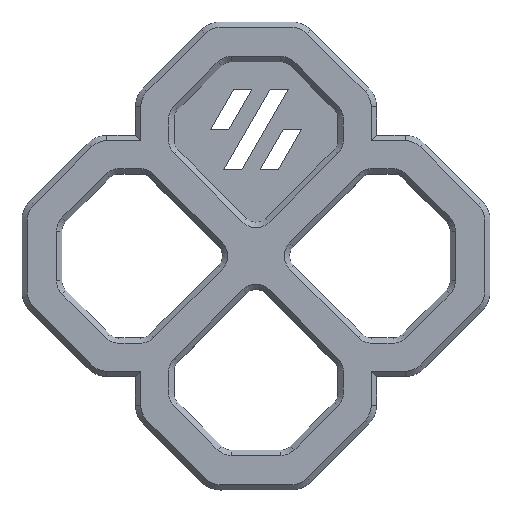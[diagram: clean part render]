
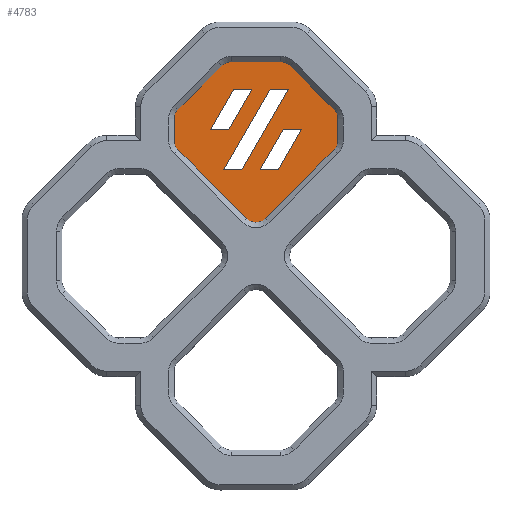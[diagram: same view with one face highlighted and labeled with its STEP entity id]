
A CAD part, top view. The second image highlights one B-rep face of the part: STEP entity #4783.
In plain terms, the highlighted planar face has unit normal (0, 0, 1).
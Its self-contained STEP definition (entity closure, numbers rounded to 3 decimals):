
#21=FACE_BOUND('',#892,.T.);
#22=FACE_BOUND('',#893,.T.);
#23=FACE_BOUND('',#894,.T.);
#222=CIRCLE('',#5186,1.);
#223=CIRCLE('',#5189,1.);
#224=CIRCLE('',#5192,1.);
#237=CIRCLE('',#5252,1.);
#238=CIRCLE('',#5253,1.);
#239=CIRCLE('',#5254,1.);
#240=CIRCLE('',#5255,1.);
#596=FACE_OUTER_BOUND('',#891,.T.);
#891=EDGE_LOOP('',(#4175,#4176,#4177,#4178,#4179,#4180,#4181,#4182,#4183,
#4184,#4185,#4186,#4187,#4188));
#892=EDGE_LOOP('',(#4189,#4190,#4191,#4192));
#893=EDGE_LOOP('',(#4193,#4194,#4195,#4196));
#894=EDGE_LOOP('',(#4197,#4198,#4199,#4200));
#1313=LINE('',#7799,#1820);
#1317=LINE('',#7808,#1824);
#1320=LINE('',#7816,#1827);
#1323=LINE('',#7824,#1830);
#1372=LINE('',#7947,#1879);
#1375=LINE('',#7952,#1882);
#1385=LINE('',#7973,#1892);
#1388=LINE('',#7978,#1895);
#1398=LINE('',#7999,#1905);
#1401=LINE('',#8004,#1908);
#1402=LINE('',#8009,#1909);
#1403=LINE('',#8013,#1910);
#1404=LINE('',#8017,#1911);
#1405=LINE('',#8020,#1912);
#1406=LINE('',#8021,#1913);
#1407=LINE('',#8023,#1914);
#1408=LINE('',#8024,#1915);
#1409=LINE('',#8026,#1916);
#1410=LINE('',#8027,#1917);
#1820=VECTOR('',#6418,10.);
#1824=VECTOR('',#6428,10.);
#1827=VECTOR('',#6437,10.);
#1830=VECTOR('',#6446,10.);
#1879=VECTOR('',#6583,10.);
#1882=VECTOR('',#6588,10.);
#1892=VECTOR('',#6608,10.);
#1895=VECTOR('',#6613,10.);
#1905=VECTOR('',#6633,10.);
#1908=VECTOR('',#6638,10.);
#1909=VECTOR('',#6643,10.);
#1910=VECTOR('',#6646,10.);
#1911=VECTOR('',#6649,10.);
#1912=VECTOR('',#6652,10.);
#1913=VECTOR('',#6653,10.);
#1914=VECTOR('',#6654,10.);
#1915=VECTOR('',#6655,10.);
#1916=VECTOR('',#6656,10.);
#1917=VECTOR('',#6657,10.);
#2255=VERTEX_POINT('',#7796);
#2256=VERTEX_POINT('',#7798);
#2257=VERTEX_POINT('',#7802);
#2258=VERTEX_POINT('',#7806);
#2259=VERTEX_POINT('',#7810);
#2260=VERTEX_POINT('',#7814);
#2261=VERTEX_POINT('',#7818);
#2262=VERTEX_POINT('',#7822);
#2291=VERTEX_POINT('',#7944);
#2292=VERTEX_POINT('',#7946);
#2293=VERTEX_POINT('',#7950);
#2298=VERTEX_POINT('',#7970);
#2299=VERTEX_POINT('',#7972);
#2300=VERTEX_POINT('',#7976);
#2305=VERTEX_POINT('',#7996);
#2306=VERTEX_POINT('',#7998);
#2307=VERTEX_POINT('',#8002);
#2308=VERTEX_POINT('',#8006);
#2309=VERTEX_POINT('',#8008);
#2310=VERTEX_POINT('',#8010);
#2311=VERTEX_POINT('',#8012);
#2312=VERTEX_POINT('',#8014);
#2313=VERTEX_POINT('',#8016);
#2314=VERTEX_POINT('',#8019);
#2315=VERTEX_POINT('',#8022);
#2316=VERTEX_POINT('',#8025);
#2867=EDGE_CURVE('',#2255,#2256,#1313,.T.);
#2870=EDGE_CURVE('',#2257,#2255,#222,.T.);
#2872=EDGE_CURVE('',#2258,#2257,#1317,.T.);
#2874=EDGE_CURVE('',#2259,#2258,#223,.T.);
#2876=EDGE_CURVE('',#2260,#2259,#1320,.T.);
#2878=EDGE_CURVE('',#2261,#2260,#224,.T.);
#2880=EDGE_CURVE('',#2262,#2261,#1323,.T.);
#2941=EDGE_CURVE('',#2292,#2291,#1372,.T.);
#2944=EDGE_CURVE('',#2291,#2293,#1375,.T.);
#2954=EDGE_CURVE('',#2299,#2298,#1385,.T.);
#2957=EDGE_CURVE('',#2298,#2300,#1388,.T.);
#2967=EDGE_CURVE('',#2306,#2305,#1398,.T.);
#2970=EDGE_CURVE('',#2305,#2307,#1401,.T.);
#2971=EDGE_CURVE('',#2308,#2262,#237,.T.);
#2972=EDGE_CURVE('',#2309,#2308,#1402,.T.);
#2973=EDGE_CURVE('',#2310,#2309,#238,.T.);
#2974=EDGE_CURVE('',#2311,#2310,#1403,.T.);
#2975=EDGE_CURVE('',#2312,#2311,#239,.T.);
#2976=EDGE_CURVE('',#2313,#2312,#1404,.T.);
#2977=EDGE_CURVE('',#2256,#2313,#240,.T.);
#2978=EDGE_CURVE('',#2307,#2314,#1405,.T.);
#2979=EDGE_CURVE('',#2314,#2306,#1406,.T.);
#2980=EDGE_CURVE('',#2300,#2315,#1407,.T.);
#2981=EDGE_CURVE('',#2315,#2299,#1408,.T.);
#2982=EDGE_CURVE('',#2293,#2316,#1409,.T.);
#2983=EDGE_CURVE('',#2316,#2292,#1410,.T.);
#4175=ORIENTED_EDGE('',*,*,#2874,.F.);
#4176=ORIENTED_EDGE('',*,*,#2876,.F.);
#4177=ORIENTED_EDGE('',*,*,#2878,.F.);
#4178=ORIENTED_EDGE('',*,*,#2880,.F.);
#4179=ORIENTED_EDGE('',*,*,#2971,.F.);
#4180=ORIENTED_EDGE('',*,*,#2972,.F.);
#4181=ORIENTED_EDGE('',*,*,#2973,.F.);
#4182=ORIENTED_EDGE('',*,*,#2974,.F.);
#4183=ORIENTED_EDGE('',*,*,#2975,.F.);
#4184=ORIENTED_EDGE('',*,*,#2976,.F.);
#4185=ORIENTED_EDGE('',*,*,#2977,.F.);
#4186=ORIENTED_EDGE('',*,*,#2867,.F.);
#4187=ORIENTED_EDGE('',*,*,#2870,.F.);
#4188=ORIENTED_EDGE('',*,*,#2872,.F.);
#4189=ORIENTED_EDGE('',*,*,#2970,.T.);
#4190=ORIENTED_EDGE('',*,*,#2978,.T.);
#4191=ORIENTED_EDGE('',*,*,#2979,.T.);
#4192=ORIENTED_EDGE('',*,*,#2967,.T.);
#4193=ORIENTED_EDGE('',*,*,#2957,.T.);
#4194=ORIENTED_EDGE('',*,*,#2980,.T.);
#4195=ORIENTED_EDGE('',*,*,#2981,.T.);
#4196=ORIENTED_EDGE('',*,*,#2954,.T.);
#4197=ORIENTED_EDGE('',*,*,#2944,.T.);
#4198=ORIENTED_EDGE('',*,*,#2982,.T.);
#4199=ORIENTED_EDGE('',*,*,#2983,.T.);
#4200=ORIENTED_EDGE('',*,*,#2941,.T.);
#4498=PLANE('',#5251);
#4783=ADVANCED_FACE('',(#596,#21,#22,#23),#4498,.T.);
#5186=AXIS2_PLACEMENT_3D('',#7804,#6423,#6424);
#5189=AXIS2_PLACEMENT_3D('',#7812,#6432,#6433);
#5192=AXIS2_PLACEMENT_3D('',#7820,#6441,#6442);
#5251=AXIS2_PLACEMENT_3D('',#8005,#6639,#6640);
#5252=AXIS2_PLACEMENT_3D('',#8007,#6641,#6642);
#5253=AXIS2_PLACEMENT_3D('',#8011,#6644,#6645);
#5254=AXIS2_PLACEMENT_3D('',#8015,#6647,#6648);
#5255=AXIS2_PLACEMENT_3D('',#8018,#6650,#6651);
#6418=DIRECTION('',(0.707,0.707,0.));
#6423=DIRECTION('center_axis',(0.,0.,-1.));
#6424=DIRECTION('ref_axis',(-0.924,0.383,0.));
#6428=DIRECTION('',(0.,1.,0.));
#6432=DIRECTION('center_axis',(0.,0.,-1.));
#6433=DIRECTION('ref_axis',(-0.924,-0.383,0.));
#6437=DIRECTION('',(-0.707,0.707,0.));
#6441=DIRECTION('center_axis',(0.,0.,-1.));
#6442=DIRECTION('ref_axis',(0.,-1.,0.));
#6446=DIRECTION('',(-0.707,-0.707,0.));
#6583=DIRECTION('',(0.5,0.866,0.));
#6588=DIRECTION('',(1.,0.,0.));
#6608=DIRECTION('',(-0.5,-0.866,0.));
#6613=DIRECTION('',(-1.,0.,0.));
#6633=DIRECTION('',(-1.,0.,0.));
#6638=DIRECTION('',(0.5,0.866,0.));
#6639=DIRECTION('center_axis',(0.,0.,1.));
#6640=DIRECTION('ref_axis',(0.,1.,0.));
#6641=DIRECTION('center_axis',(0.,0.,-1.));
#6642=DIRECTION('ref_axis',(0.924,-0.383,0.));
#6643=DIRECTION('',(0.,-1.,0.));
#6644=DIRECTION('center_axis',(0.,0.,-1.));
#6645=DIRECTION('ref_axis',(0.924,0.383,0.));
#6646=DIRECTION('',(0.707,-0.707,0.));
#6647=DIRECTION('center_axis',(0.,0.,-1.));
#6648=DIRECTION('ref_axis',(0.383,0.924,0.));
#6649=DIRECTION('',(1.,0.,0.));
#6650=DIRECTION('center_axis',(0.,0.,-1.));
#6651=DIRECTION('ref_axis',(-0.383,0.924,0.));
#6652=DIRECTION('',(1.,0.,0.));
#6653=DIRECTION('',(-0.5,-0.866,0.));
#6654=DIRECTION('',(0.5,0.866,0.));
#6655=DIRECTION('',(1.,0.,0.));
#6656=DIRECTION('',(-0.5,-0.866,0.));
#6657=DIRECTION('',(-1.,0.,0.));
#7796=CARTESIAN_POINT('',(-5.899,11.071,1.8));
#7798=CARTESIAN_POINT('',(-2.586,14.385,1.8));
#7799=CARTESIAN_POINT('',(-10.628,6.343,1.8));
#7802=CARTESIAN_POINT('',(-6.192,10.364,1.8));
#7804=CARTESIAN_POINT('Origin',(-5.192,10.364,1.8));
#7806=CARTESIAN_POINT('',(-6.192,8.728,1.8));
#7808=CARTESIAN_POINT('',(-6.192,8.357,1.8));
#7810=CARTESIAN_POINT('',(-5.899,8.021,1.8));
#7812=CARTESIAN_POINT('Origin',(-5.192,8.728,1.8));
#7814=CARTESIAN_POINT('',(-0.707,2.828,1.8));
#7816=CARTESIAN_POINT('',(2.587,-0.466,1.8));
#7818=CARTESIAN_POINT('',(0.707,2.828,1.8));
#7820=CARTESIAN_POINT('Origin',(0.,3.536,
1.8));
#7822=CARTESIAN_POINT('',(5.899,8.021,1.8));
#7824=CARTESIAN_POINT('',(4.666,6.787,1.8));
#7944=CARTESIAN_POINT('',(-1.682,12.577,1.8));
#7946=CARTESIAN_POINT('',(-3.432,9.546,1.8));
#7947=CARTESIAN_POINT('',(-3.251,9.859,1.8));
#7950=CARTESIAN_POINT('',(-0.309,12.577,1.8));
#7952=CARTESIAN_POINT('',(-0.841,12.577,1.8));
#7970=CARTESIAN_POINT('',(-1.064,6.514,1.8));
#7972=CARTESIAN_POINT('',(2.437,12.577,1.8));
#7973=CARTESIAN_POINT('',(1.228,10.483,1.8));
#7976=CARTESIAN_POINT('',(-2.437,6.514,1.8));
#7978=CARTESIAN_POINT('',(-0.532,6.514,1.8));
#7996=CARTESIAN_POINT('',(0.309,6.514,1.8));
#7998=CARTESIAN_POINT('',(1.682,6.514,1.8));
#7999=CARTESIAN_POINT('',(0.841,6.514,1.8));
#8002=CARTESIAN_POINT('',(2.059,9.546,1.8));
#8004=CARTESIAN_POINT('',(0.679,7.154,1.8));
#8005=CARTESIAN_POINT('Origin',(0.,8.399,
1.8));
#8006=CARTESIAN_POINT('',(6.192,8.728,1.8));
#8007=CARTESIAN_POINT('Origin',(5.192,8.728,1.8));
#8008=CARTESIAN_POINT('',(6.192,10.364,1.8));
#8009=CARTESIAN_POINT('',(6.192,0.043,1.8));
#8010=CARTESIAN_POINT('',(5.899,11.071,1.8));
#8011=CARTESIAN_POINT('Origin',(5.192,10.364,1.8));
#8012=CARTESIAN_POINT('',(2.586,14.385,1.8));
#8013=CARTESIAN_POINT('',(7.532,9.439,1.8));
#8014=CARTESIAN_POINT('',(1.879,14.678,1.8));
#8015=CARTESIAN_POINT('Origin',(1.879,13.678,1.8));
#8016=CARTESIAN_POINT('',(-1.879,14.678,1.8));
#8017=CARTESIAN_POINT('',(-1.146,14.678,1.8));
#8018=CARTESIAN_POINT('Origin',(-1.879,13.678,1.8));
#8019=CARTESIAN_POINT('',(3.432,9.546,1.8));
#8020=CARTESIAN_POINT('',(1.03,9.546,1.8));
#8021=CARTESIAN_POINT('',(2.755,8.373,1.8));
#8022=CARTESIAN_POINT('',(1.064,12.577,1.8));
#8023=CARTESIAN_POINT('',(-1.724,7.749,1.8));
#8024=CARTESIAN_POINT('',(0.532,12.577,1.8));
#8025=CARTESIAN_POINT('',(-2.059,9.546,1.8));
#8026=CARTESIAN_POINT('',(-1.175,11.077,1.8));
#8027=CARTESIAN_POINT('',(-1.03,9.546,1.8));
